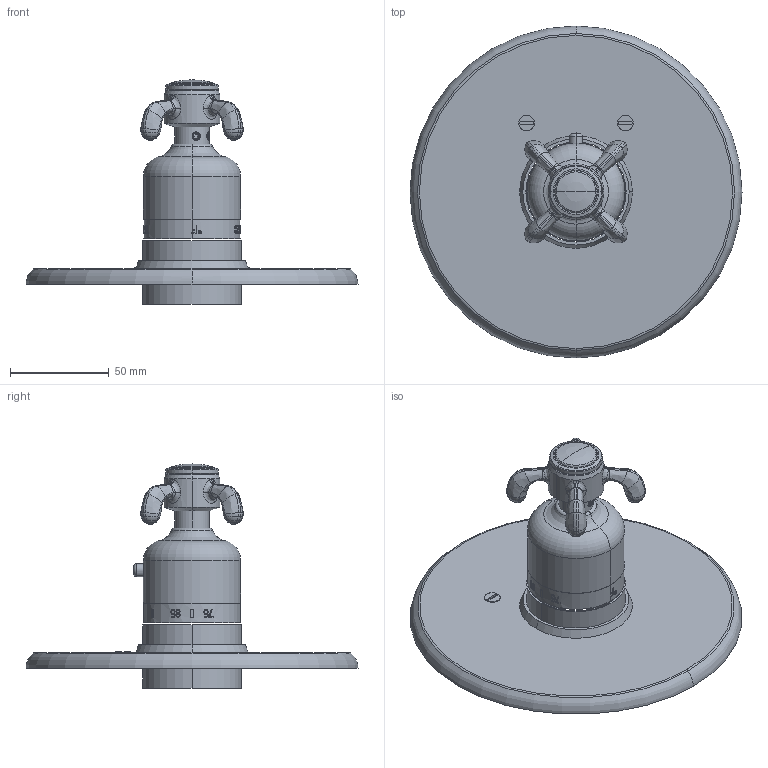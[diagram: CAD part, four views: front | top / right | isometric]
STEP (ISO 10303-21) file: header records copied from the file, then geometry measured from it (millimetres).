
FILE_DESCRIPTION((''),'2;1');
FILE_NAME('3-1684TR_ASM','2016-03-24T',('rsmith'),(''),'PRO/ENGINEER BY PARAMETRIC TECHNOLOGY CORPORATION, 2013150','PRO/ENGINEER BY PARAMETRIC TECHNOLOGY CORPORATION, 2013150','');
FILE_SCHEMA(('CONFIG_CONTROL_DESIGN'));
Length unit declared in the file: inch
Products named in the file (23): 11126_AF0; 91311; 92075_AF18; 92075_AF19; H-78; 2-456_AF0_ASM; 11029_AF7; 11031; 92137_2-572; 91306; 11032; 91307; 11033; 2-336_ASM; 92113; 91308; 11083; 92000; 2-447_ASM; 98036; 10181; 1-110_ASM; 3-1684TR_ASM
Assembly tree (23 placements, depth 3):
  3-1684TR_ASM
    2-456_AF0_ASM
      11126_AF0
      91311
      92075_AF18
      92075_AF19
      H-78
    11029_AF7
    2-336_ASM
      11031
      92137_2-572
      91306
      11032
      91307
      11033
    92113
    91308
    2-447_ASM
      11083
      92000  x2
    1-110_ASM
      98036
      10181
Bounding box: 168.28 x 168.28 x 113.65 mm (x, y, z)
Volume: 94151.1 mm3; surface area: 133010.5 mm2
Topology: 19 solids, 29 shells, 1950 faces, 4966 edges, 3044 vertices
Faces by surface type: plane 748, bspline 569, cylinder 430, cone 149, torus 40, sphere 8, revolution 4, extrusion 2
Entity records: 101721 total; most frequent: CARTESIAN_POINT 61357, ORIENTED_EDGE 9628, DIRECTION 5973, EDGE_CURVE 4847, VERTEX_POINT 3005, B_SPLINE_CURVE_WITH_KNOTS 2538, AXIS2_PLACEMENT_3D 2219, EDGE_LOOP 2006
